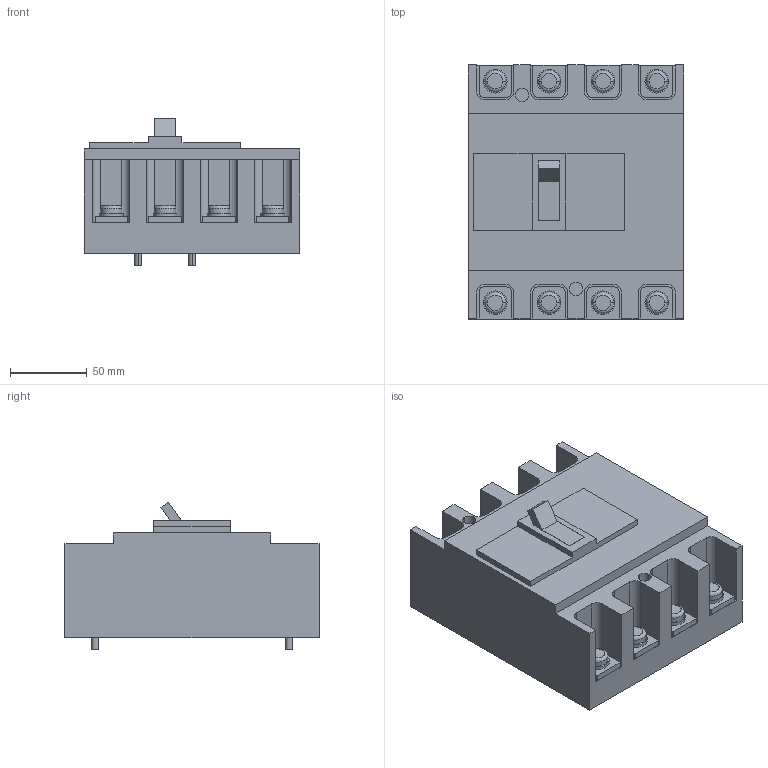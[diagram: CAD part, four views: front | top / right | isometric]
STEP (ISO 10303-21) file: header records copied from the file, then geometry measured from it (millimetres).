
FILE_DESCRIPTION(('CoCreate Modeling STEP Export'),'2;1');
FILE_NAME('Ｓ２２５ＮＦ４Ｆ.stp','2016-03-28T16:06:00',(''),(''),'CoCreate Modeling STEP processor for AP214 (Solid Model)','CoCreate Modeling 17.0 01-Apr-2010 (C) Parametric Technology GmbH','');
FILE_SCHEMA(('AUTOMOTIVE_DESIGN { 1 0 10303 214 1 1 1 1 }'));
Length unit declared in the file: millimetre
Products named in the file (5): p1; p2; p3.1; p4.1; Ｓ２２５ＮＦ４Ｆ
Assembly tree (19 placements, depth 2):
  Ｓ２２５ＮＦ４Ｆ
    p4.1  x8
    p3.1  x8
    p2  x2
    p1
Bounding box: 140 x 165 x 96 mm (x, y, z)
Volume: 1378809.5 mm3; surface area: 127297.7 mm2
Topology: 19 solids, 19 shells, 300 faces, 678 edges, 446 vertices
Faces by surface type: plane 156, cylinder 128, torus 16
Entity records: 4960 total; most frequent: ORIENTED_EDGE 688, CARTESIAN_POINT 664, DIRECTION 650, EDGE_CURVE 344, VERTEX_POINT 228, VECTOR 222, LINE 222, AXIS2_PLACEMENT_3D 214
